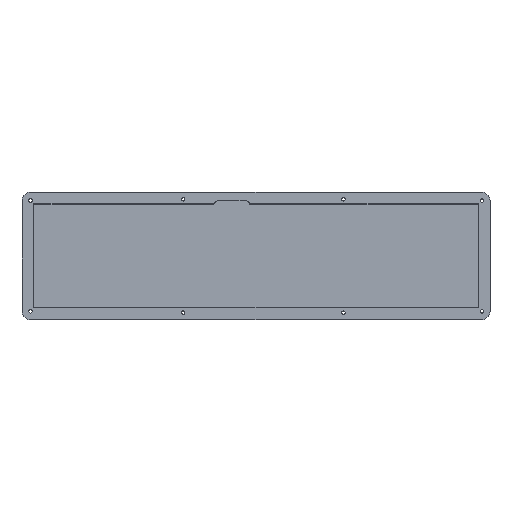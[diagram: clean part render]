
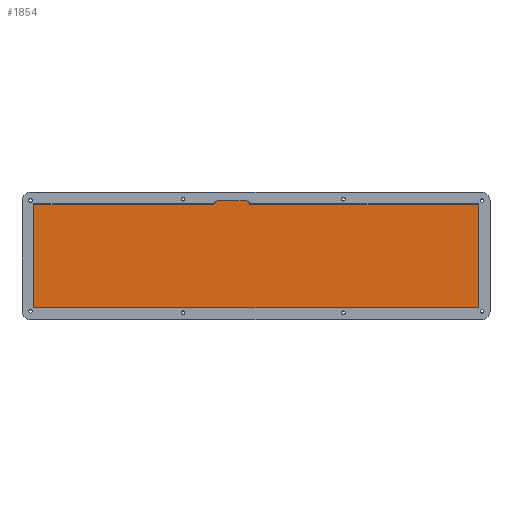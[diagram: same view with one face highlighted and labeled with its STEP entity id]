
A CAD part, top view. The second image highlights one B-rep face of the part: STEP entity #1854.
In plain terms, the highlighted planar face has unit normal (0, 0, 1).
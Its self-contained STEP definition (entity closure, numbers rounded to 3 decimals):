
#97=PLANE('',#2114);
#185=LINE('',#3261,#293);
#186=LINE('',#3263,#294);
#187=LINE('',#3265,#295);
#188=LINE('',#3267,#296);
#189=LINE('',#3269,#297);
#190=LINE('',#3270,#298);
#293=VECTOR('',#2665,10.);
#294=VECTOR('',#2666,10.);
#295=VECTOR('',#2667,10.);
#296=VECTOR('',#2668,10.);
#297=VECTOR('',#2669,10.);
#298=VECTOR('',#2670,10.);
#414=FACE_OUTER_BOUND('',#540,.T.);
#540=EDGE_LOOP('',(#1555,#1556,#1557,#1558,#1559,#1560,#1561,#1562));
#730=CIRCLE('',#2110,3.);
#731=CIRCLE('',#2112,3.);
#890=VERTEX_POINT('',#3246);
#891=VERTEX_POINT('',#3248);
#892=VERTEX_POINT('',#3252);
#893=VERTEX_POINT('',#3253);
#896=VERTEX_POINT('',#3262);
#897=VERTEX_POINT('',#3264);
#898=VERTEX_POINT('',#3266);
#899=VERTEX_POINT('',#3268);
#1125=EDGE_CURVE('',#891,#890,#730,.T.);
#1127=EDGE_CURVE('',#892,#893,#731,.T.);
#1131=EDGE_CURVE('',#890,#892,#185,.T.);
#1132=EDGE_CURVE('',#896,#893,#186,.F.);
#1133=EDGE_CURVE('',#897,#896,#187,.F.);
#1134=EDGE_CURVE('',#898,#897,#188,.F.);
#1135=EDGE_CURVE('',#899,#898,#189,.T.);
#1136=EDGE_CURVE('',#891,#899,#190,.F.);
#1555=ORIENTED_EDGE('',*,*,#1125,.T.);
#1556=ORIENTED_EDGE('',*,*,#1131,.T.);
#1557=ORIENTED_EDGE('',*,*,#1127,.T.);
#1558=ORIENTED_EDGE('',*,*,#1132,.F.);
#1559=ORIENTED_EDGE('',*,*,#1133,.F.);
#1560=ORIENTED_EDGE('',*,*,#1134,.F.);
#1561=ORIENTED_EDGE('',*,*,#1135,.F.);
#1562=ORIENTED_EDGE('',*,*,#1136,.F.);
#1854=ADVANCED_FACE('',(#414),#97,.T.);
#2110=AXIS2_PLACEMENT_3D('',#3249,#2652,#2653);
#2112=AXIS2_PLACEMENT_3D('',#3254,#2657,#2658);
#2114=AXIS2_PLACEMENT_3D('',#3260,#2663,#2664);
#2652=DIRECTION('center_axis',(0.,0.,1.));
#2653=DIRECTION('ref_axis',(0.943,0.333,0.));
#2657=DIRECTION('center_axis',(0.,0.,1.));
#2658=DIRECTION('ref_axis',(-0.943,0.333,0.));
#2663=DIRECTION('center_axis',(0.,0.,1.));
#2664=DIRECTION('ref_axis',(-1.,0.,0.));
#2665=DIRECTION('',(-1.,0.,0.));
#2666=DIRECTION('',(-1.,0.,0.));
#2667=DIRECTION('',(0.,-1.,0.));
#2668=DIRECTION('',(1.,0.,0.));
#2669=DIRECTION('',(0.,-1.,0.));
#2670=DIRECTION('',(-1.,0.,0.));
#3246=CARTESIAN_POINT('',(122.172,4.003,-1.8));
#3248=CARTESIAN_POINT('',(125.,2.003,-1.8));
#3249=CARTESIAN_POINT('Origin',(122.172,1.003,-1.8));
#3252=CARTESIAN_POINT('',(106.646,4.003,-1.8));
#3253=CARTESIAN_POINT('',(103.818,2.003,-1.8));
#3254=CARTESIAN_POINT('Origin',(106.646,1.003,-1.8));
#3260=CARTESIAN_POINT('Origin',(128.587,-28.573,-1.8));
#3261=CARTESIAN_POINT('',(103.072,4.003,-1.8));
#3262=CARTESIAN_POINT('',(-2.,2.003,-1.8));
#3263=CARTESIAN_POINT('',(195.131,2.003,-1.8));
#3264=CARTESIAN_POINT('',(-2.,-59.149,-1.8));
#3265=CARTESIAN_POINT('',(-2.,-12.035,-1.8));
#3266=CARTESIAN_POINT('',(259.175,-59.149,-1.8));
#3267=CARTESIAN_POINT('',(62.044,-59.149,-1.8));
#3268=CARTESIAN_POINT('',(259.175,2.003,-1.8));
#3269=CARTESIAN_POINT('',(259.175,-45.111,-1.8));
#3270=CARTESIAN_POINT('',(195.131,2.003,-1.8));
